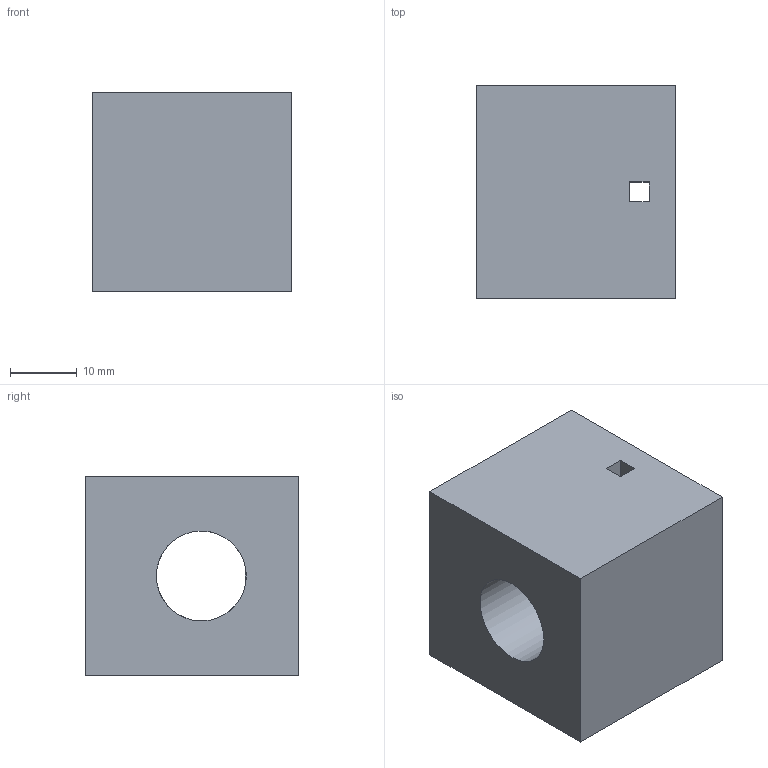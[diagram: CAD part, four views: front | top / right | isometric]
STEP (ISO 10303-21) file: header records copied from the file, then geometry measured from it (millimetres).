
FILE_DESCRIPTION(/* description */ (''),/* implementation_level */ '2;1');
FILE_NAME(/* name */ 'valve_mount.stp',/* time_stamp */ '2024-07-09T16:57:03+09:00',/* author */ ('OMS55'),/* organization */ (''),/* preprocessor_version */ 'ST-DEVELOPER v19',/* originating_system */ 'Autodesk Inventor 2023',/* authorisation */ '');
FILE_SCHEMA (('AUTOMOTIVE_DESIGN { 1 0 10303 214 3 1 1 }'));
Length unit declared in the file: millimetre
Products named in the file (1): valve_mount
Bounding box: 30 x 32 x 30 mm (x, y, z)
Volume: 18220.7 mm3; surface area: 7168.7 mm2
Topology: 1 solids, 1 shells, 25 faces, 69 edges, 45 vertices
Faces by surface type: plane 23, cylinder 2
Full cylindrical faces by diameter (mm): 13.5 x1
Entity records: 841 total; most frequent: CARTESIAN_POINT 140, ORIENTED_EDGE 138, DIRECTION 128, EDGE_CURVE 69, LINE 62, VECTOR 62, VERTEX_POINT 45, AXIS2_PLACEMENT_3D 33
